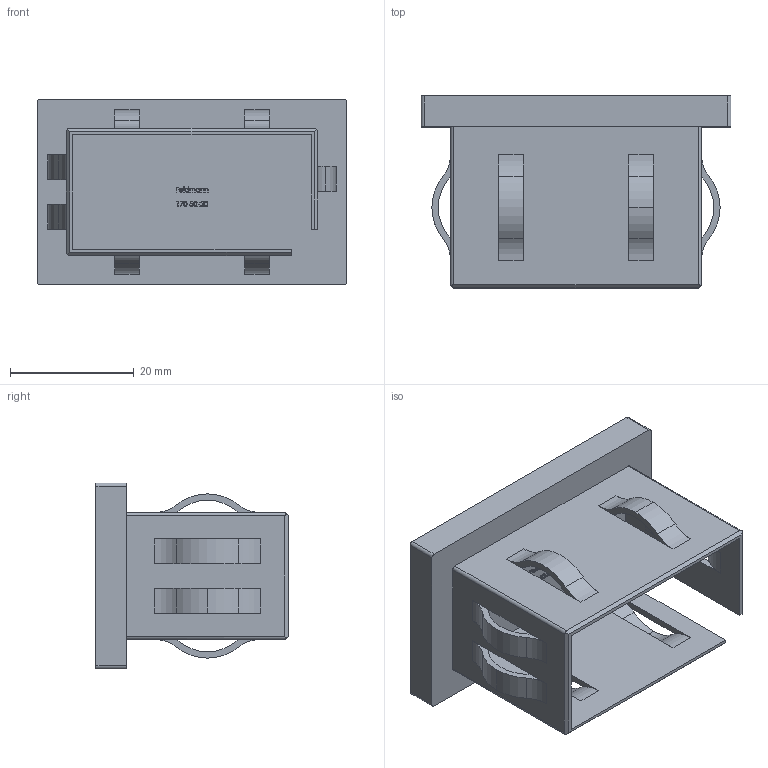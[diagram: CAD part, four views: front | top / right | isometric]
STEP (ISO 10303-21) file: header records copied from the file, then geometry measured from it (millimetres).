
FILE_DESCRIPTION (( 'STEP AP203' ), '1' );
FILE_NAME ('170-50x30.step', '2019-09-16T11:00:56', ( '' ), ( '' ), 'SwSTEP 2.0', 'SolidWorks 2015', '' );
FILE_SCHEMA (( 'CONFIG_CONTROL_DESIGN' ));
Length unit declared in the file: millimetre
Products named in the file (1): 170-50x30
Bounding box: 50 x 31 x 30 mm (x, y, z)
Volume: 10392.1 mm3; surface area: 9988.9 mm2
Topology: 1 solids, 1 shells, 317 faces, 887 edges, 582 vertices
Faces by surface type: plane 163, bspline 97, cylinder 57
Entity records: 15843 total; most frequent: CARTESIAN_POINT 8118, ORIENTED_EDGE 1774, DIRECTION 1268, EDGE_CURVE 887, VERTEX_POINT 582, VECTOR 548, LINE 548, AXIS2_PLACEMENT_3D 360
